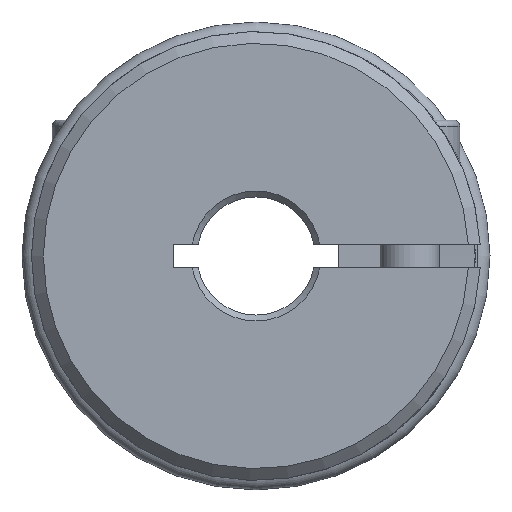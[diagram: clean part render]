
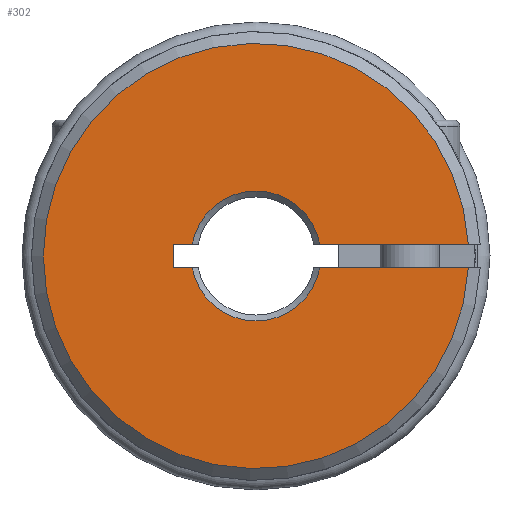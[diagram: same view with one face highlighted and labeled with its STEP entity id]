
A CAD part, left-side view. The second image highlights one B-rep face of the part: STEP entity #302.
In plain terms, the highlighted planar face has unit normal (-1, 0, 0).
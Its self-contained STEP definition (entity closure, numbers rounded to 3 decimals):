
#302 = ADVANCED_FACE( '', ( #672 ), #673, .T. );
#672 = FACE_OUTER_BOUND( '', #1077, .T. );
#673 = PLANE( '', #1078 );
#1077 = EDGE_LOOP( '', ( #1840, #1841, #1842, #1843, #1844, #1845, #1846, #1847 ) );
#1078 = AXIS2_PLACEMENT_3D( '', #1848, #1849, #1850 );
#1840 = ORIENTED_EDGE( '', *, *, #2153, .F. );
#1841 = ORIENTED_EDGE( '', *, *, #2382, .T. );
#1842 = ORIENTED_EDGE( '', *, *, #2383, .F. );
#1843 = ORIENTED_EDGE( '', *, *, #2337, .T. );
#1844 = ORIENTED_EDGE( '', *, *, #2255, .F. );
#1845 = ORIENTED_EDGE( '', *, *, #2384, .T. );
#1846 = ORIENTED_EDGE( '', *, *, #2107, .F. );
#1847 = ORIENTED_EDGE( '', *, *, #2364, .F. );
#1848 = CARTESIAN_POINT( '', ( -13.15, 0., 3. ) );
#1849 = DIRECTION( '', ( -1., 0., 0. ) );
#1850 = DIRECTION( '', ( 0., 0., 1. ) );
#2107 = EDGE_CURVE( '', #2458, #2460, #2461, .T. );
#2153 = EDGE_CURVE( '', #2538, #2540, #2541, .T. );
#2255 = EDGE_CURVE( '', #2700, #2702, #2703, .T. );
#2337 = EDGE_CURVE( '', #2817, #2702, #2819, .T. );
#2364 = EDGE_CURVE( '', #2540, #2458, #2851, .T. );
#2382 = EDGE_CURVE( '', #2538, #2873, #2874, .T. );
#2383 = EDGE_CURVE( '', #2817, #2873, #2875, .T. );
#2384 = EDGE_CURVE( '', #2700, #2460, #2876, .T. );
#2458 = VERTEX_POINT( '', #2967 );
#2460 = VERTEX_POINT( '', #2970 );
#2461 = LINE( '', #2971, #2972 );
#2538 = VERTEX_POINT( '', #3180 );
#2540 = VERTEX_POINT( '', #3182 );
#2541 = LINE( '', #3183, #3184 );
#2700 = VERTEX_POINT( '', #3436 );
#2702 = VERTEX_POINT( '', #3438 );
#2703 = LINE( '', #3439, #3440 );
#2817 = VERTEX_POINT( '', #3599 );
#2819 = CIRCLE( '', #3601, 18. );
#2851 = LINE( '', #3641, #3642 );
#2873 = VERTEX_POINT( '', #3739 );
#2874 = CIRCLE( '', #3740, 5.5 );
#2875 = LINE( '', #3741, #3742 );
#2876 = CIRCLE( '', #3743, 5.5 );
#2967 = CARTESIAN_POINT( '', ( -13.15, 7., -1. ) );
#2970 = CARTESIAN_POINT( '', ( -13.15, 5.408, -1. ) );
#2971 = CARTESIAN_POINT( '', ( -13.15, 7., -1. ) );
#2972 = VECTOR( '', #3825, 1000. );
#3180 = CARTESIAN_POINT( '', ( -13.15, 5.408, 1. ) );
#3182 = CARTESIAN_POINT( '', ( -13.15, 7., 1. ) );
#3183 = CARTESIAN_POINT( '', ( -13.15, -23.275, 1. ) );
#3184 = VECTOR( '', #3903, 1000. );
#3436 = CARTESIAN_POINT( '', ( -13.15, -5.408, -1. ) );
#3438 = CARTESIAN_POINT( '', ( -13.15, -17.972, -1. ) );
#3439 = CARTESIAN_POINT( '', ( -13.15, 7., -1. ) );
#3440 = VECTOR( '', #4049, 1000. );
#3599 = CARTESIAN_POINT( '', ( -13.15, -17.972, 1. ) );
#3601 = AXIS2_PLACEMENT_3D( '', #4155, #4156, #4157 );
#3641 = CARTESIAN_POINT( '', ( -13.15, 7., 1. ) );
#3642 = VECTOR( '', #4181, 1000. );
#3739 = CARTESIAN_POINT( '', ( -13.15, -5.408, 1. ) );
#3740 = AXIS2_PLACEMENT_3D( '', #4199, #4200, #4201 );
#3741 = CARTESIAN_POINT( '', ( -13.15, -23.275, 1. ) );
#3742 = VECTOR( '', #4202, 1000. );
#3743 = AXIS2_PLACEMENT_3D( '', #4203, #4204, #4205 );
#3825 = DIRECTION( '', ( 0., -1., 0. ) );
#3903 = DIRECTION( '', ( 0., 1., 0. ) );
#4049 = DIRECTION( '', ( 0., -1., 0. ) );
#4155 = CARTESIAN_POINT( '', ( -13.15, 0., 0. ) );
#4156 = DIRECTION( '', ( -1., 0., 0. ) );
#4157 = DIRECTION( '', ( 0., 0., 1. ) );
#4181 = DIRECTION( '', ( 0., 0., -1. ) );
#4199 = CARTESIAN_POINT( '', ( -13.15, 0., 0. ) );
#4200 = DIRECTION( '', ( 1., 0., 0. ) );
#4201 = DIRECTION( '', ( 0., 0., 1. ) );
#4202 = DIRECTION( '', ( 0., 1., 0. ) );
#4203 = CARTESIAN_POINT( '', ( -13.15, 0., 0. ) );
#4204 = DIRECTION( '', ( 1., 0., 0. ) );
#4205 = DIRECTION( '', ( 0., 0., 1. ) );
